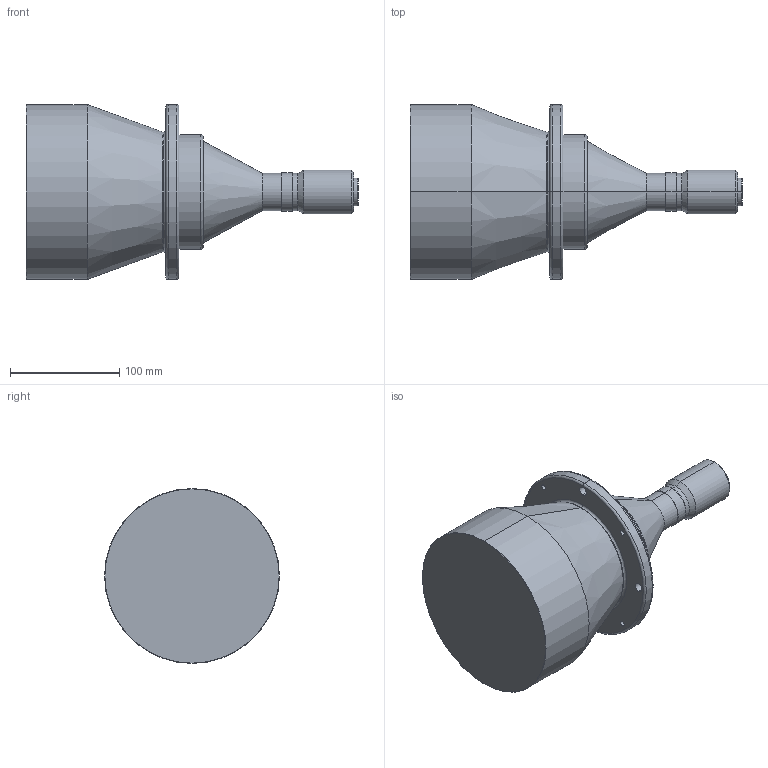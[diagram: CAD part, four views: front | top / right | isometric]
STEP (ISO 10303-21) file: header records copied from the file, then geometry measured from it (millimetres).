
FILE_DESCRIPTION (( 'STEP AP203' ), '1' );
FILE_NAME ('DTCM110-120H-AL.STEP', '2020-01-08T08:15:14', ( 'Windows 蚚誧' ), ( '' ), 'SwSTEP 2.0', 'SolidWorks 2017', '' );
FILE_SCHEMA (( 'CONFIG_CONTROL_DESIGN' ));
Length unit declared in the file: millimetre
Products named in the file (1): DTCM110-120H-AL
Bounding box: 303.8 x 160 x 160 mm (x, y, z)
Volume: 2858072.9 mm3; surface area: 141431.9 mm2
Topology: 1 solids, 1 shells, 62 faces, 138 edges, 84 vertices
Faces by surface type: cylinder 32, cone 12, torus 10, plane 8
Entity records: 1853 total; most frequent: DIRECTION 358, CARTESIAN_POINT 285, ORIENTED_EDGE 276, AXIS2_PLACEMENT_3D 157, EDGE_CURVE 138, CIRCLE 94, VERTEX_POINT 84, EDGE_LOOP 84
